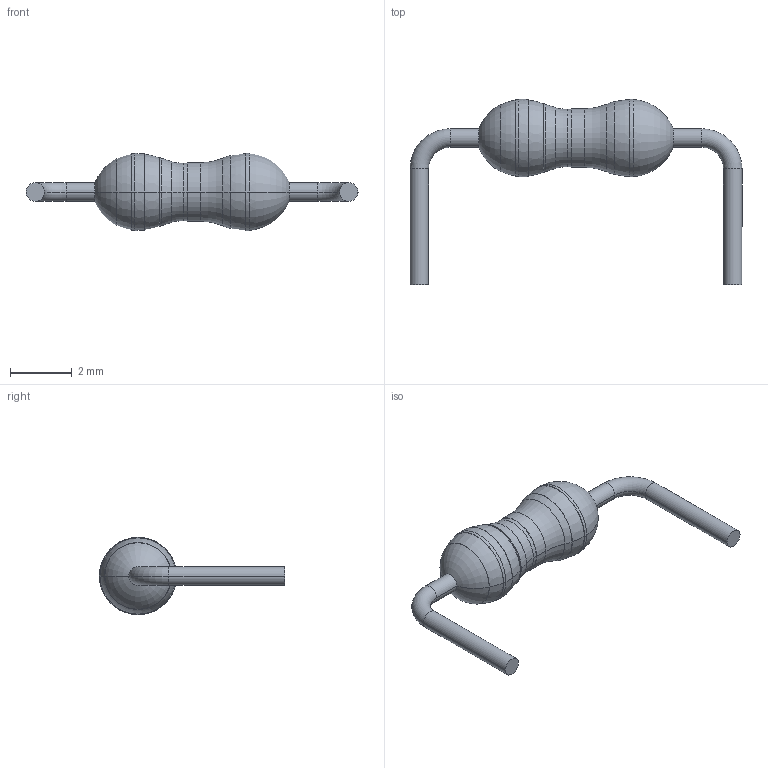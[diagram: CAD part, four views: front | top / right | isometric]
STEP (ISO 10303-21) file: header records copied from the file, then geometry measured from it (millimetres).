
FILE_DESCRIPTION (( 'STEP AP214' ), '1' );
FILE_NAME ('R_Axial_L6.3mm_D2.5mm_P10.16mm_Horizontal.STEP', '2019-09-15T17:45:25', ( '' ), ( '' ), 'SwSTEP 2.0', 'SolidWorks 2018', '' );
FILE_SCHEMA (( 'AUTOMOTIVE_DESIGN' ));
Length unit declared in the file: millimetre
Products named in the file (1): R_Axial_L6.3mm_D2.5mm_P10.16mm_Horizontal
Bounding box: 10.76 x 6 x 2.51 mm (x, y, z)
Volume: 25.5 mm3; surface area: 69.8 mm2
Topology: 1 solids, 1 shells, 60 faces, 118 edges, 60 vertices
Faces by surface type: torus 32, cone 16, cylinder 10, plane 2
Entity records: 2176 total; most frequent: DIRECTION 332, CARTESIAN_POINT 239, ORIENTED_EDGE 236, AXIS2_PLACEMENT_3D 153, EDGE_CURVE 118, CIRCLE 92, EDGE_LOOP 60, VERTEX_POINT 60
